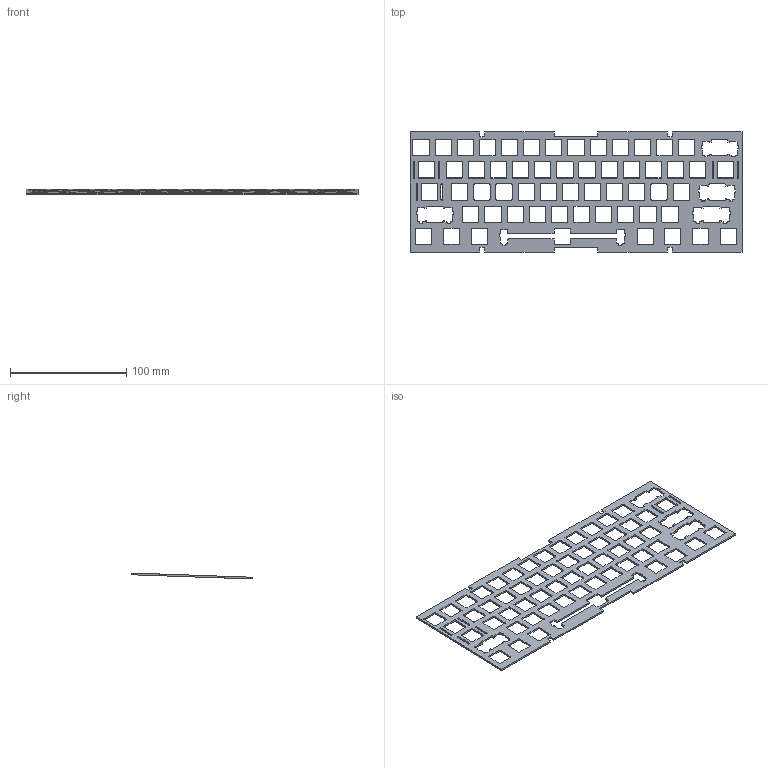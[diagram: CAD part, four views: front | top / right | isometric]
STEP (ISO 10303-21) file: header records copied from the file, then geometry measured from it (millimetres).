
FILE_DESCRIPTION(/* description */ ('STEP AP242','CAx-IF Rec.Pracs.---Representation and Presentation of Product Manufacturing Information (PMI)---4.0---2014-10-13','CAx-IF Rec.Pracs.---3D Tessellated Geometry---0.4---2014-09-14','2;1'),/* implementation_level */ '2;1');
FILE_NAME(/* name */ '63caccd71e3b935250e7d4bd',/* time_stamp */ '2023-01-20T17:18:17+00:00',/* author */ (''),/* organization */ (''),/* preprocessor_version */ 'ST-DEVELOPER v18.102',/* originating_system */ ' ',/* authorisation */ ' ');
FILE_SCHEMA (('AP242_MANAGED_MODEL_BASED_3D_ENGINEERING_MIM_LF { 1 0 10303 442 1 1 4 }'));
Length unit declared in the file: metre
Products named in the file (1): Plate
Bounding box: 285.75 x 103.64 x 5.12 mm (x, y, z)
Volume: 23679.8 mm3; surface area: 38721.9 mm2
Topology: 1 solids, 1 shells, 830 faces, 2484 edges, 1656 vertices
Faces by surface type: plane 458, cylinder 372
Entity records: 28382 total; most frequent: CARTESIAN_POINT 4971, ORIENTED_EDGE 4968, DIRECTION 4890, EDGE_CURVE 2484, LINE 1740, VECTOR 1740, VERTEX_POINT 1656, AXIS2_PLACEMENT_3D 1575
